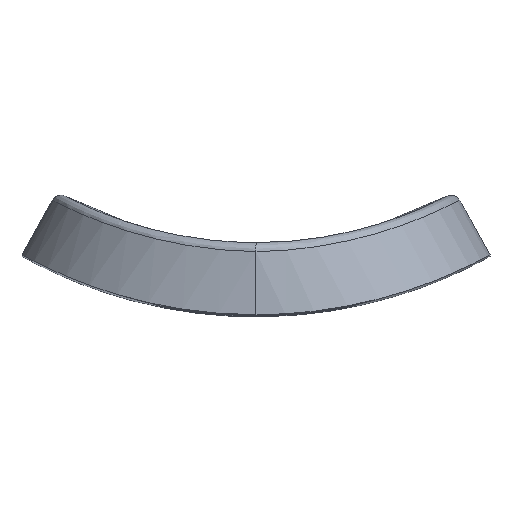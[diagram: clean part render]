
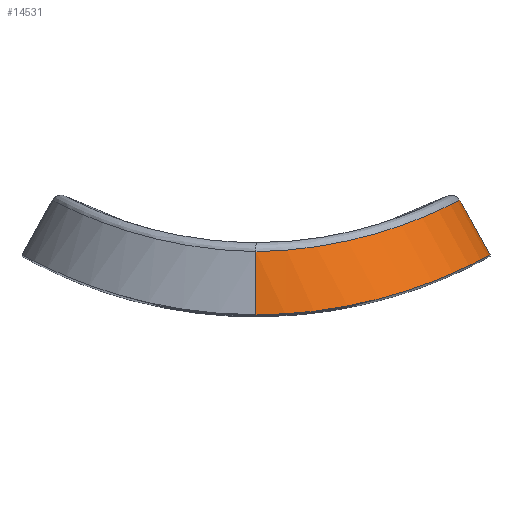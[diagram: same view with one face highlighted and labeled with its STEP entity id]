
A CAD part, top view. The second image highlights one B-rep face of the part: STEP entity #14531.
In plain terms, the highlighted cylindrical face has radius 12 mm (diameter 24 mm), a partial arc.
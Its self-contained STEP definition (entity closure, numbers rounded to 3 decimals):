
#59 = CARTESIAN_POINT ( 'NONE',  ( 8.664, 5.05, 26.606 ) ) ;
#699 = CARTESIAN_POINT ( 'NONE',  ( 12., 3.082, 20. ) ) ;
#753 = B_SPLINE_CURVE_WITH_KNOTS ( 'NONE', 3,
 ( #4286, #12850, #5817, #5661, #14049, #5714, #3637, #14652, #8704, #7621, #1844, #6722, #11577, #5456, #1209, #1373, #15520, #7241, #2415, #10958, #8605, #12068, #10906, #6147 ),
 .UNSPECIFIED., .F., .F.,
 ( 4, 2, 2, 2, 2, 2, 2, 2, 2, 2, 2, 4 ),
 ( 0., 0.002, 0.004, 0.005, 0.007, 0.008, 0.01, 0.012, 0.014, 0.016, 0.017, 0.019 ),
 .UNSPECIFIED. ) ;
#806 = CYLINDRICAL_SURFACE ( 'NONE', #9197, 12. ) ;
#1159 = VERTEX_POINT ( 'NONE', #7335 ) ;
#1163 = CARTESIAN_POINT ( 'NONE',  ( 5.468, 3.97, 29.959 ) ) ;
#1209 = CARTESIAN_POINT ( 'NONE',  ( 7.494, 1.144, 29.694 ) ) ;
#1273 = CARTESIAN_POINT ( 'NONE',  ( 7.833, 4.719, 27.787 ) ) ;
#1373 = CARTESIAN_POINT ( 'NONE',  ( 6.164, 0.765, 30.552 ) ) ;
#1456 = EDGE_CURVE ( 'NONE', #13315, #10184, #4437, .T. ) ;
#1844 = CARTESIAN_POINT ( 'NONE',  ( 9.659, 1.948, 27.467 ) ) ;
#2064 = CARTESIAN_POINT ( 'NONE',  ( 9.854, 5.588, 23.978 ) ) ;
#2322 = CARTESIAN_POINT ( 'NONE',  ( 8.056, 4.805, 27.5 ) ) ;
#2415 = CARTESIAN_POINT ( 'NONE',  ( 3.974, 0.316, 31.443 ) ) ;
#2607 = DIRECTION ( 'NONE',  ( 0.482, -0.876, 0. ) ) ;
#2624 = DIRECTION ( 'NONE',  ( 0.876, 0.482, 0. ) ) ;
#3274 = CARTESIAN_POINT ( 'NONE',  ( 10.394, 5.859, 21.476 ) ) ;
#3637 = CARTESIAN_POINT ( 'NONE',  ( 11.29, 2.706, 24.337 ) ) ;
#3640 = CARTESIAN_POINT ( 'NONE',  ( 1.462, 3.297, 31.657 ) ) ;
#3829 = CARTESIAN_POINT ( 'NONE',  ( 12., 3.082, 20. ) ) ;
#4241 = CARTESIAN_POINT ( 'NONE',  ( 0., 0., 32. ) ) ;
#4286 = CARTESIAN_POINT ( 'NONE',  ( 12., 3.082, 20. ) ) ;
#4437 = LINE ( 'NONE', #3829, #7283 ) ;
#4600 = B_SPLINE_CURVE_WITH_KNOTS ( 'NONE', 3,
 ( #6990, #9442, #3274, #15423, #9494, #14097, #2064, #8151, #15475, #59, #8508, #2322, #1273, #8560, #4856, #10747, #1163, #7197, #13305, #15525, #12179, #7247, #3640, #9648, #10911, #5988 ),
 .UNSPECIFIED., .F., .F.,
 ( 4, 2, 2, 2, 2, 2, 2, 2, 2, 2, 2, 2, 4 ),
 ( 0., 0.002, 0.003, 0.004, 0.007, 0.008, 0.009, 0.011, 0.012, 0.013, 0.015, 0.016, 0.018 ),
 .UNSPECIFIED. ) ;
#4856 = CARTESIAN_POINT ( 'NONE',  ( 6.615, 4.293, 29.092 ) ) ;
#4908 =( BOUNDED_CURVE ( )  B_SPLINE_CURVE ( 3, ( #4241, #13692, #14939, #9042 ),
 .UNSPECIFIED., .F., .T. ) 
 B_SPLINE_CURVE_WITH_KNOTS ( ( 4, 4 ),
 ( 4.712, 4.843 ),
 .UNSPECIFIED. ) 
 CURVE ( )  GEOMETRIC_REPRESENTATION_ITEM ( )  RATIONAL_B_SPLINE_CURVE ( ( 1., 0.999, 0.999, 1. ) ) 
 REPRESENTATION_ITEM ( '' )  );
#4962 = ORIENTED_EDGE ( 'NONE', *, *, #1456, .F. ) ;
#5455 = ORIENTED_EDGE ( 'NONE', *, *, #6830, .F. ) ;
#5456 = CARTESIAN_POINT ( 'NONE',  ( 8.097, 1.346, 29.202 ) ) ;
#5502 = ORIENTED_EDGE ( 'NONE', *, *, #10251, .F. ) ;
#5661 = CARTESIAN_POINT ( 'NONE',  ( 11.717, 2.929, 22.792 ) ) ;
#5714 = CARTESIAN_POINT ( 'NONE',  ( 11.415, 2.77, 23.954 ) ) ;
#5817 = CARTESIAN_POINT ( 'NONE',  ( 11.928, 3.043, 21.613 ) ) ;
#5988 = CARTESIAN_POINT ( 'NONE',  ( 0., 3.231, 31.899 ) ) ;
#6147 = CARTESIAN_POINT ( 'NONE',  ( 0., 0., 32. ) ) ;
#6722 = CARTESIAN_POINT ( 'NONE',  ( 9.172, 1.749, 28.082 ) ) ;
#6830 = EDGE_CURVE ( 'NONE', #1159, #12289, #4908, .T. ) ;
#6990 = CARTESIAN_POINT ( 'NONE',  ( 10.455, 5.891, 20. ) ) ;
#7090 = CARTESIAN_POINT ( 'NONE',  ( -10.515, 19.117, 20. ) ) ;
#7197 = CARTESIAN_POINT ( 'NONE',  ( 4.851, 3.82, 30.345 ) ) ;
#7241 = CARTESIAN_POINT ( 'NONE',  ( 4.353, 0.381, 31.321 ) ) ;
#7247 = CARTESIAN_POINT ( 'NONE',  ( 1.824, 3.329, 31.57 ) ) ;
#7283 = VECTOR ( 'NONE', #2607, 1000. ) ;
#7335 = CARTESIAN_POINT ( 'NONE',  ( 0., 0., 32. ) ) ;
#7343 = FACE_OUTER_BOUND ( 'NONE', #7989, .T. ) ;
#7621 = CARTESIAN_POINT ( 'NONE',  ( 9.888, 2.046, 27.144 ) ) ;
#7694 = CARTESIAN_POINT ( 'NONE',  ( 0., 3.231, 31.899 ) ) ;
#7989 = EDGE_LOOP ( 'NONE', ( #4962, #9570, #5455, #5502 ) ) ;
#8151 = CARTESIAN_POINT ( 'NONE',  ( 9.493, 5.415, 25.013 ) ) ;
#8508 = CARTESIAN_POINT ( 'NONE',  ( 8.472, 4.97, 26.91 ) ) ;
#8557 = DIRECTION ( 'NONE',  ( 0.482, -0.876, 0. ) ) ;
#8560 = CARTESIAN_POINT ( 'NONE',  ( 7.131, 4.464, 28.601 ) ) ;
#8605 = CARTESIAN_POINT ( 'NONE',  ( 2.803, 0.155, 31.736 ) ) ;
#8704 = CARTESIAN_POINT ( 'NONE',  ( 10.517, 2.325, 26.15 ) ) ;
#9042 = CARTESIAN_POINT ( 'NONE',  ( 0., 3.231, 31.899 ) ) ;
#9197 = AXIS2_PLACEMENT_3D ( 'NONE', #7090, #8557, #2624 ) ;
#9442 = CARTESIAN_POINT ( 'NONE',  ( 10.455, 5.891, 20.744 ) ) ;
#9494 = CARTESIAN_POINT ( 'NONE',  ( 10.14, 5.73, 22.915 ) ) ;
#9570 = ORIENTED_EDGE ( 'NONE', *, *, #13871, .T. ) ;
#9648 = CARTESIAN_POINT ( 'NONE',  ( 0.736, 3.251, 31.799 ) ) ;
#9865 = CARTESIAN_POINT ( 'NONE',  ( 10.455, 5.891, 20. ) ) ;
#10184 = VERTEX_POINT ( 'NONE', #699 ) ;
#10251 = EDGE_CURVE ( 'NONE', #10184, #1159, #753, .T. ) ;
#10747 = CARTESIAN_POINT ( 'NONE',  ( 5.765, 4.05, 29.752 ) ) ;
#10906 = CARTESIAN_POINT ( 'NONE',  ( 0.813, 0., 32. ) ) ;
#10911 = CARTESIAN_POINT ( 'NONE',  ( 0.369, 3.237, 31.856 ) ) ;
#10958 = CARTESIAN_POINT ( 'NONE',  ( 3.198, 0.203, 31.65 ) ) ;
#11577 = CARTESIAN_POINT ( 'NONE',  ( 8.914, 1.648, 28.374 ) ) ;
#12068 = CARTESIAN_POINT ( 'NONE',  ( 1.616, 0.04, 31.937 ) ) ;
#12179 = CARTESIAN_POINT ( 'NONE',  ( 2.886, 3.446, 31.266 ) ) ;
#12289 = VERTEX_POINT ( 'NONE', #7694 ) ;
#12850 = CARTESIAN_POINT ( 'NONE',  ( 12., 3.082, 20.813 ) ) ;
#13305 = CARTESIAN_POINT ( 'NONE',  ( 4.535, 3.749, 30.522 ) ) ;
#13315 = VERTEX_POINT ( 'NONE', #9865 ) ;
#13692 = CARTESIAN_POINT ( 'NONE',  ( 0., 1.081, 32. ) ) ;
#13871 = EDGE_CURVE ( 'NONE', #13315, #12289, #4600, .T. ) ;
#14049 = CARTESIAN_POINT ( 'NONE',  ( 11.628, 2.882, 23.181 ) ) ;
#14097 = CARTESIAN_POINT ( 'NONE',  ( 9.96, 5.64, 23.624 ) ) ;
#14531 = ADVANCED_FACE ( 'NONE', ( #7343 ), #806, .T. ) ;
#14652 = CARTESIAN_POINT ( 'NONE',  ( 10.865, 2.493, 25.449 ) ) ;
#14939 = CARTESIAN_POINT ( 'NONE',  ( 0., 2.16, 31.966 ) ) ;
#15423 = CARTESIAN_POINT ( 'NONE',  ( 10.215, 5.768, 22.557 ) ) ;
#15475 = CARTESIAN_POINT ( 'NONE',  ( 9.196, 5.278, 25.67 ) ) ;
#15520 = CARTESIAN_POINT ( 'NONE',  ( 5.461, 0.595, 30.903 ) ) ;
#15525 = CARTESIAN_POINT ( 'NONE',  ( 3.563, 3.554, 31.006 ) ) ;
